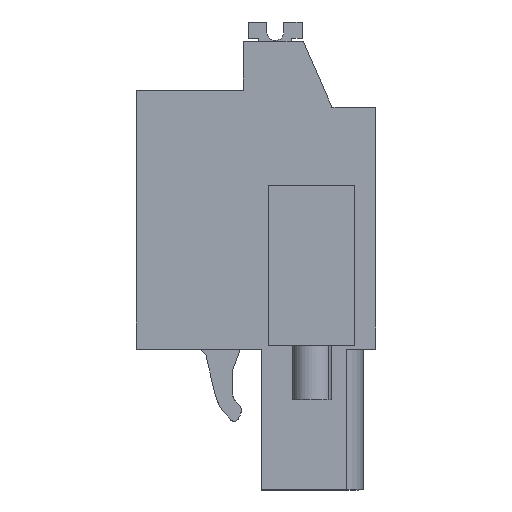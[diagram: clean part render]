
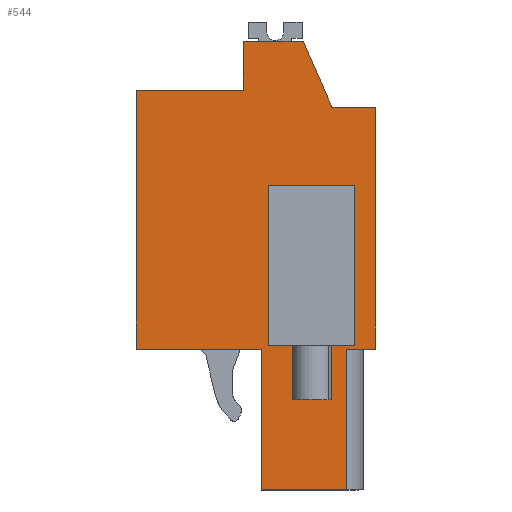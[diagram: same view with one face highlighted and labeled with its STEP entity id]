
A CAD part, left-side view. The second image highlights one B-rep face of the part: STEP entity #544.
In plain terms, the highlighted planar face has unit normal (-1, 0, 0).
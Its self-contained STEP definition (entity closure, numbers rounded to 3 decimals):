
#426=AXIS2_PLACEMENT_3D('Plane Axis2P3D',#423,#424,#425) ;
#42=CARTESIAN_POINT('Vertex',(4.9,7.85,26.59)) ;
#45=CARTESIAN_POINT('Line Origine',(4.9,6.075,26.59)) ;
#49=CARTESIAN_POINT('Vertex',(4.9,4.3,26.59)) ;
#342=CARTESIAN_POINT('Vertex',(4.9,7.85,23.69)) ;
#345=CARTESIAN_POINT('Line Origine',(4.9,7.85,25.14)) ;
#423=CARTESIAN_POINT('Axis2P3D Location',(4.9,6.8,8.35)) ;
#428=CARTESIAN_POINT('Line Origine',(4.9,1.725,4.175)) ;
#432=CARTESIAN_POINT('Vertex',(4.9,1.725,8.35)) ;
#434=CARTESIAN_POINT('Vertex',(4.9,1.725,0.)) ;
#437=CARTESIAN_POINT('Line Origine',(4.9,0.862,8.35)) ;
#441=CARTESIAN_POINT('Vertex',(4.9,0.,8.35)) ;
#444=CARTESIAN_POINT('Line Origine',(4.9,0.,15.52)) ;
#448=CARTESIAN_POINT('Vertex',(4.9,0.,22.69)) ;
#451=CARTESIAN_POINT('Line Origine',(4.9,1.3,22.69)) ;
#455=CARTESIAN_POINT('Vertex',(4.9,2.6,22.69)) ;
#458=CARTESIAN_POINT('Line Origine',(4.9,3.45,24.64)) ;
#463=CARTESIAN_POINT('Line Origine',(4.9,11.025,23.69)) ;
#467=CARTESIAN_POINT('Vertex',(4.9,14.2,23.69)) ;
#470=CARTESIAN_POINT('Line Origine',(4.9,14.2,16.02)) ;
#474=CARTESIAN_POINT('Vertex',(4.9,14.2,8.35)) ;
#477=CARTESIAN_POINT('Line Origine',(4.9,10.485,8.35)) ;
#481=CARTESIAN_POINT('Vertex',(4.9,6.771,8.35)) ;
#484=CARTESIAN_POINT('Line Origine',(4.9,6.771,4.175)) ;
#488=CARTESIAN_POINT('Vertex',(4.9,6.771,0.)) ;
#491=CARTESIAN_POINT('Line Origine',(4.9,4.248,0.)) ;
#510=CARTESIAN_POINT('Line Origine',(4.9,3.8,8.55)) ;
#514=CARTESIAN_POINT('Vertex',(4.9,6.35,8.55)) ;
#516=CARTESIAN_POINT('Vertex',(4.9,1.25,8.55)) ;
#519=CARTESIAN_POINT('Line Origine',(4.9,6.35,13.3)) ;
#523=CARTESIAN_POINT('Vertex',(4.9,6.35,18.05)) ;
#526=CARTESIAN_POINT('Line Origine',(4.9,3.8,18.05)) ;
#530=CARTESIAN_POINT('Vertex',(4.9,1.25,18.05)) ;
#533=CARTESIAN_POINT('Line Origine',(4.9,1.25,13.3)) ;
#46=DIRECTION('Vector Direction',(0.,1.,0.)) ;
#346=DIRECTION('Vector Direction',(0.,0.,-1.)) ;
#424=DIRECTION('Axis2P3D Direction',(1.,0.,0.)) ;
#425=DIRECTION('Axis2P3D XDirection',(0.,1.,0.)) ;
#429=DIRECTION('Vector Direction',(0.,0.,-1.)) ;
#438=DIRECTION('Vector Direction',(0.,-1.,0.)) ;
#445=DIRECTION('Vector Direction',(0.,0.,-1.)) ;
#452=DIRECTION('Vector Direction',(0.,1.,0.)) ;
#459=DIRECTION('Vector Direction',(0.,0.4,0.917)) ;
#464=DIRECTION('Vector Direction',(0.,1.,0.)) ;
#471=DIRECTION('Vector Direction',(0.,0.,1.)) ;
#478=DIRECTION('Vector Direction',(0.,1.,0.)) ;
#485=DIRECTION('Vector Direction',(0.,0.,-1.)) ;
#492=DIRECTION('Vector Direction',(0.,1.,0.)) ;
#511=DIRECTION('Vector Direction',(0.,-1.,0.)) ;
#520=DIRECTION('Vector Direction',(0.,0.,-1.)) ;
#527=DIRECTION('Vector Direction',(0.,-1.,0.)) ;
#534=DIRECTION('Vector Direction',(0.,0.,-1.)) ;
#47=VECTOR('Line Direction',#46,1.) ;
#347=VECTOR('Line Direction',#346,1.) ;
#430=VECTOR('Line Direction',#429,1.) ;
#439=VECTOR('Line Direction',#438,1.) ;
#446=VECTOR('Line Direction',#445,1.) ;
#453=VECTOR('Line Direction',#452,1.) ;
#460=VECTOR('Line Direction',#459,1.) ;
#465=VECTOR('Line Direction',#464,1.) ;
#472=VECTOR('Line Direction',#471,1.) ;
#479=VECTOR('Line Direction',#478,1.) ;
#486=VECTOR('Line Direction',#485,1.) ;
#493=VECTOR('Line Direction',#492,1.) ;
#512=VECTOR('Line Direction',#511,1.) ;
#521=VECTOR('Line Direction',#520,1.) ;
#528=VECTOR('Line Direction',#527,1.) ;
#535=VECTOR('Line Direction',#534,1.) ;
#497=ORIENTED_EDGE('',*,*,#436,.F.) ;
#498=ORIENTED_EDGE('',*,*,#443,.F.) ;
#499=ORIENTED_EDGE('',*,*,#450,.F.) ;
#500=ORIENTED_EDGE('',*,*,#457,.T.) ;
#501=ORIENTED_EDGE('',*,*,#462,.T.) ;
#502=ORIENTED_EDGE('',*,*,#51,.T.) ;
#503=ORIENTED_EDGE('',*,*,#349,.T.) ;
#504=ORIENTED_EDGE('',*,*,#469,.T.) ;
#505=ORIENTED_EDGE('',*,*,#476,.F.) ;
#506=ORIENTED_EDGE('',*,*,#483,.F.) ;
#507=ORIENTED_EDGE('',*,*,#490,.T.) ;
#508=ORIENTED_EDGE('',*,*,#495,.F.) ;
#539=ORIENTED_EDGE('',*,*,#518,.F.) ;
#540=ORIENTED_EDGE('',*,*,#525,.F.) ;
#541=ORIENTED_EDGE('',*,*,#532,.F.) ;
#542=ORIENTED_EDGE('',*,*,#537,.T.) ;
#543=FACE_BOUND('',#538,.T.) ;
#544=ADVANCED_FACE('HOUSING',(#509,#543),#427,.F.) ;
#51=EDGE_CURVE('',#50,#43,#48,.T.) ;
#349=EDGE_CURVE('',#43,#343,#348,.T.) ;
#436=EDGE_CURVE('',#433,#435,#431,.T.) ;
#443=EDGE_CURVE('',#442,#433,#440,.F.) ;
#450=EDGE_CURVE('',#449,#442,#447,.T.) ;
#457=EDGE_CURVE('',#449,#456,#454,.T.) ;
#462=EDGE_CURVE('',#456,#50,#461,.T.) ;
#469=EDGE_CURVE('',#343,#468,#466,.T.) ;
#476=EDGE_CURVE('',#475,#468,#473,.T.) ;
#483=EDGE_CURVE('',#482,#475,#480,.T.) ;
#490=EDGE_CURVE('',#482,#489,#487,.T.) ;
#495=EDGE_CURVE('',#435,#489,#494,.T.) ;
#518=EDGE_CURVE('',#515,#517,#513,.T.) ;
#525=EDGE_CURVE('',#524,#515,#522,.T.) ;
#532=EDGE_CURVE('',#531,#524,#529,.F.) ;
#537=EDGE_CURVE('',#531,#517,#536,.T.) ;
#496=EDGE_LOOP('',(#497,#498,#499,#500,#501,#502,#503,#504,#505,#506,#507,#508)) ;
#538=EDGE_LOOP('',(#539,#540,#541,#542)) ;
#509=FACE_OUTER_BOUND('',#496,.T.) ;
#48=LINE('Line',#45,#47) ;
#348=LINE('Line',#345,#347) ;
#431=LINE('Line',#428,#430) ;
#440=LINE('Line',#437,#439) ;
#447=LINE('Line',#444,#446) ;
#454=LINE('Line',#451,#453) ;
#461=LINE('Line',#458,#460) ;
#466=LINE('Line',#463,#465) ;
#473=LINE('Line',#470,#472) ;
#480=LINE('Line',#477,#479) ;
#487=LINE('Line',#484,#486) ;
#494=LINE('Line',#491,#493) ;
#513=LINE('Line',#510,#512) ;
#522=LINE('Line',#519,#521) ;
#529=LINE('Line',#526,#528) ;
#536=LINE('Line',#533,#535) ;
#427=PLANE('',#426) ;
#43=VERTEX_POINT('',#42) ;
#50=VERTEX_POINT('',#49) ;
#343=VERTEX_POINT('',#342) ;
#433=VERTEX_POINT('',#432) ;
#435=VERTEX_POINT('',#434) ;
#442=VERTEX_POINT('',#441) ;
#449=VERTEX_POINT('',#448) ;
#456=VERTEX_POINT('',#455) ;
#468=VERTEX_POINT('',#467) ;
#475=VERTEX_POINT('',#474) ;
#482=VERTEX_POINT('',#481) ;
#489=VERTEX_POINT('',#488) ;
#515=VERTEX_POINT('',#514) ;
#517=VERTEX_POINT('',#516) ;
#524=VERTEX_POINT('',#523) ;
#531=VERTEX_POINT('',#530) ;
